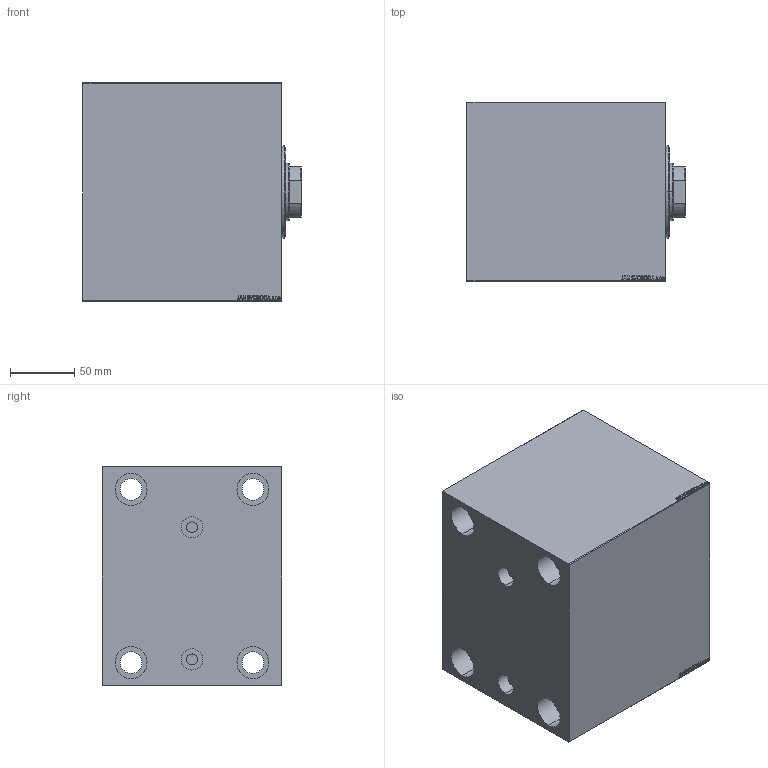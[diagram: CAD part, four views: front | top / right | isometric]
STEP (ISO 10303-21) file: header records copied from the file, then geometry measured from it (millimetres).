
FILE_DESCRIPTION (( 'STEP AP203' ), '1' );
FILE_NAME ('61d2.STEP', '2023-03-21T12:35:52', ( '' ), ( '' ), 'SwSTEP 2.0', 'SolidWorks 2019', '' );
FILE_SCHEMA (( 'CONFIG_CONTROL_DESIGN' ));
Length unit declared in the file: millimetre
Products named in the file (4): V450CP_VC_B d74cbe7960aadff9737138fdb3a2b0d3; V450CP_C d74cbe7960aadff9737138fdb3a2b0d3; V450CP_B_VCP d74cbe7960aadff9737138fdb3a2b0d3; 61d2
Assembly tree (3 placements, depth 2):
  61d2
    V450CP_C d74cbe7960aadff9737138fdb3a2b0d3
    V450CP_B_VCP d74cbe7960aadff9737138fdb3a2b0d3
    V450CP_VC_B d74cbe7960aadff9737138fdb3a2b0d3
Bounding box: 170 x 140 x 170 mm (x, y, z)
Volume: 3306787.1 mm3; surface area: 316927.8 mm2
Topology: 3 solids, 3 shells, 883 faces, 2248 edges, 1489 vertices
Faces by surface type: plane 413, bspline 380, cylinder 72, cone 18
Entity records: 44442 total; most frequent: CARTESIAN_POINT 25124, ORIENTED_EDGE 4492, DIRECTION 2656, EDGE_CURVE 2246, VERTEX_POINT 1489, LINE 1318, VECTOR 1318, EDGE_LOOP 1015
